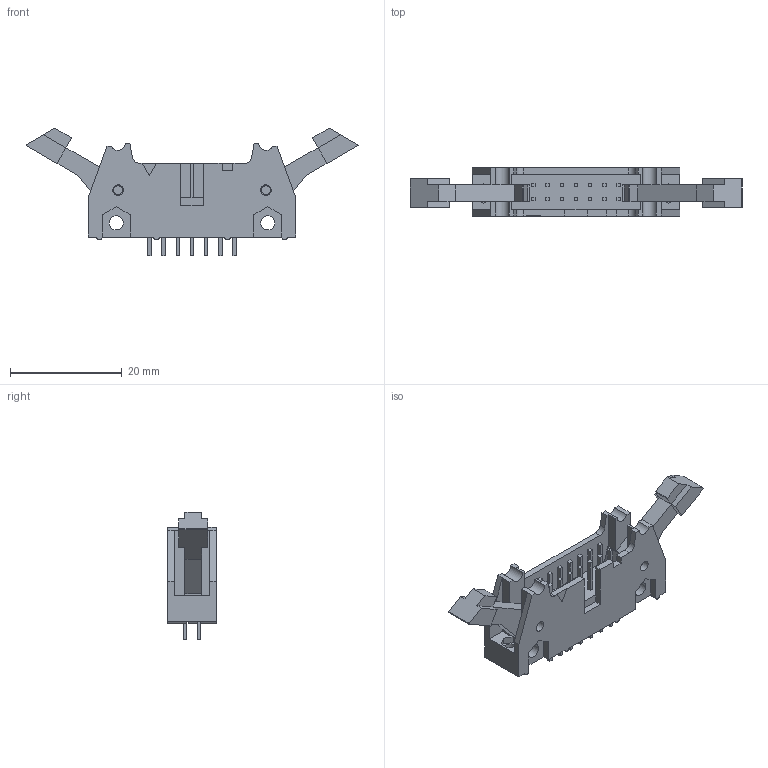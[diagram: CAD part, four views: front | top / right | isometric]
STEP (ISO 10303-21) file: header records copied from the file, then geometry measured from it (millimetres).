
FILE_DESCRIPTION(/* description */ (''),/* implementation_level */ '2;1');
FILE_NAME(/* name */ '3M_N3314-6302RB.stp',/* time_stamp */ '2015-12-08T11:48:11+01:00',/* author */ ('riccim'),/* organization */ (''),/* preprocessor_version */ 'ST-DEVELOPER v15.5',/* originating_system */ 'AutoCAD Mechanical',/* authorisation */ '');
FILE_SCHEMA (('AUTOMOTIVE_DESIGN { 1 0 10303 214 3 1 1 }'));
Length unit declared in the file: millimetre
Products named in the file (1): Product
Bounding box: 59.34 x 8.64 x 22.8 mm (x, y, z)
Volume: 3065.4 mm3; surface area: 3962.4 mm2
Topology: 31 solids, 31 shells, 333 faces, 797 edges, 526 vertices
Faces by surface type: plane 299, cylinder 34
Full cylindrical faces by diameter (mm): 1.575 x2, 1.905 x2, 2.54 x4
Entity records: 9959 total; most frequent: CARTESIAN_POINT 2133, ORIENTED_EDGE 1578, DIRECTION 1511, EDGE_CURVE 789, LINE 715, VECTOR 715, VERTEX_POINT 526, AXIS2_PLACEMENT_3D 398
